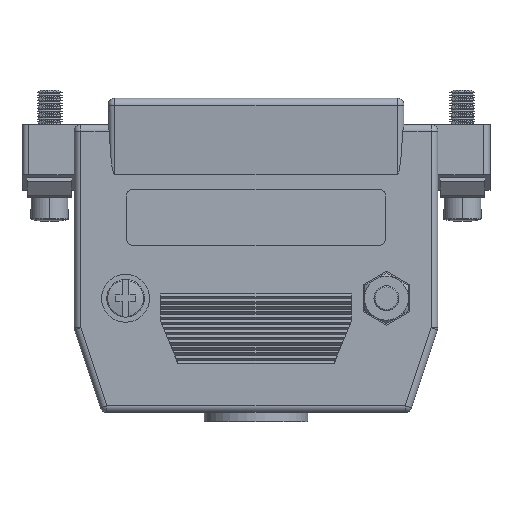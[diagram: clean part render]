
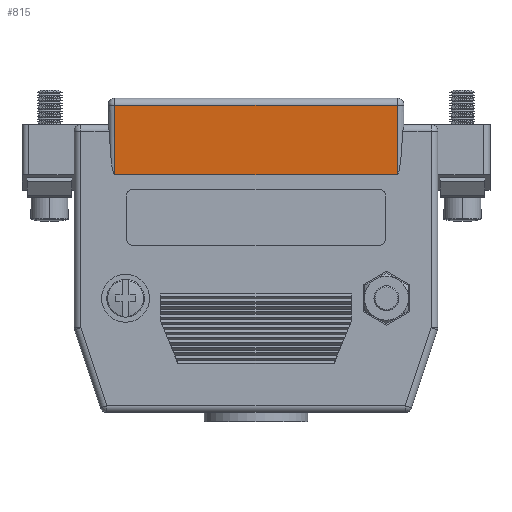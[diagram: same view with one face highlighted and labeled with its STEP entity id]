
A CAD part, front view. The second image highlights one B-rep face of the part: STEP entity #815.
In plain terms, the highlighted face is planar.
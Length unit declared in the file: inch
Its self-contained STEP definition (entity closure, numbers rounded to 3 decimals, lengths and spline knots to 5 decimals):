
#794 = ORIENTED_EDGE ( 'NONE', *, *, #809, .T. ) ;
#795 = ORIENTED_EDGE ( 'NONE', *, *, #796, .T. ) ;
#796 = EDGE_CURVE ( 'NONE', #811, #2226, #7116, .T. ) ;
#809 = EDGE_CURVE ( 'NONE', #810, #811, #7110, .T. ) ;
#810 = VERTEX_POINT ( 'NONE', #7095 ) ;
#811 = VERTEX_POINT ( 'NONE', #7094 ) ;
#815 = ADVANCED_FACE ( 'NONE', ( #7088 ), #7075, .F. ) ;
#816 = EDGE_LOOP ( 'NONE', ( #817, #910, #794, #795 ) ) ;
#817 = ORIENTED_EDGE ( 'NONE', *, *, #2225, .F. ) ;
#910 = ORIENTED_EDGE ( 'NONE', *, *, #911, .T. ) ;
#911 = EDGE_CURVE ( 'NONE', #2222, #810, #6902, .T. ) ;
#2222 = VERTEX_POINT ( 'NONE', #6596 ) ;
#2225 = EDGE_CURVE ( 'NONE', #2222, #2226, #6627, .T. ) ;
#2226 = VERTEX_POINT ( 'NONE', #6630 ) ;
#6596 = CARTESIAN_POINT ( 'NONE',  ( 0.6335, 0.319, -1.066 ) ) ;
#6624 = DIRECTION ( 'NONE',  ( -1., 0., 0. ) ) ;
#6625 = VECTOR ( 'NONE', #6624, 39.37008 ) ;
#6626 = CARTESIAN_POINT ( 'NONE',  ( 0.6635, 0.319, -1.066 ) ) ;
#6627 = LINE ( 'NONE', #6626, #6625 ) ;
#6630 = CARTESIAN_POINT ( 'NONE',  ( -0.6335, 0.319, -1.066 ) ) ;
#6888 = DIRECTION ( 'NONE',  ( 0., 0.07, -0.998 ) ) ;
#6889 = VECTOR ( 'NONE', #6888, 39.37008 ) ;
#6890 = CARTESIAN_POINT ( 'NONE',  ( 0.6335, 0.34075, -1.37691 ) ) ;
#6902 = LINE ( 'NONE', #6890, #6889 ) ;
#7070 = DIRECTION ( 'NONE',  ( 0., 0.07, -0.998 ) ) ;
#7071 = DIRECTION ( 'NONE',  ( 0., -0.998, -0.07 ) ) ;
#7072 = CARTESIAN_POINT ( 'NONE',  ( 0.6635, 0.319, -1.066 ) ) ;
#7073 = AXIS2_PLACEMENT_3D ( 'NONE', #7072, #7071, #7070 ) ;
#7075 = PLANE ( 'NONE',  #7073 ) ;
#7088 = FACE_OUTER_BOUND ( 'NONE', #816, .T. ) ;
#7094 = CARTESIAN_POINT ( 'NONE',  ( -0.6335, 0.34075, -1.37691 ) ) ;
#7095 = CARTESIAN_POINT ( 'NONE',  ( 0.6335, 0.34075, -1.37691 ) ) ;
#7096 = DIRECTION ( 'NONE',  ( -1., 0., 0. ) ) ;
#7097 = VECTOR ( 'NONE', #7096, 39.37008 ) ;
#7099 = CARTESIAN_POINT ( 'NONE',  ( 0.6635, 0.34075, -1.37691 ) ) ;
#7110 = LINE ( 'NONE', #7099, #7097 ) ;
#7113 = DIRECTION ( 'NONE',  ( 0., -0.07, 0.998 ) ) ;
#7114 = VECTOR ( 'NONE', #7113, 39.37008 ) ;
#7115 = CARTESIAN_POINT ( 'NONE',  ( -0.6335, 0.319, -1.066 ) ) ;
#7116 = LINE ( 'NONE', #7115, #7114 ) ;
